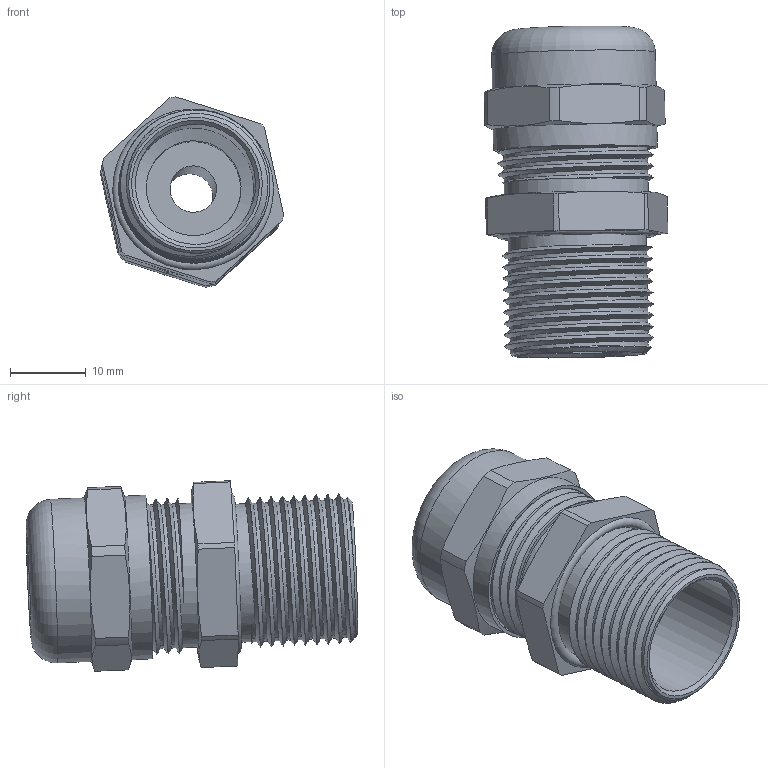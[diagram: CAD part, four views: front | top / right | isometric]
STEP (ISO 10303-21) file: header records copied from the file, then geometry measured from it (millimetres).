
FILE_DESCRIPTION(/* description */ ('E ALPHA X M 20x1,5, KB: 4-12 mm'),/* implementation_level */ '2;1');
FILE_NAME(/* name */ 'EBU1MBNC-RST.stp',/* time_stamp */ '2020-03-05T14:15:50+01:00',/* author */ ('sl'),/* organization */ (''),/* preprocessor_version */ 'ST-DEVELOPER v16.5',/* originating_system */ 'Autodesk Inventor 2017',/* authorisation */ '');
FILE_SCHEMA (('AUTOMOTIVE_DESIGN { 1 0 10303 214 3 1 1 }'));
Length unit declared in the file: millimetre
Products named in the file (7): EBU1MBNC; EBU1MBNC_1; EBU1MBNC_2; EBU1MBNC_3; EBU1MBNC_4; RST-EAlphaX-01-BT-0005-EBU1MBNC; EBU1MBNC_5
Assembly tree (6 placements, depth 2):
  EBU1MBNC
    EBU1MBNC_1
    EBU1MBNC_2
    EBU1MBNC_3
    EBU1MBNC_4
    RST-EAlphaX-01-BT-0005-EBU1MBNC
    EBU1MBNC_5
Bounding box: 24.34 x 43.95 x 25.23 mm (x, y, z)
Volume: 9468.7 mm3; surface area: 13381.9 mm2
Topology: 6 solids, 6 shells, 415 faces, 1169 edges, 772 vertices
Faces by surface type: plane 235, cone 113, cylinder 57, bspline 6, torus 4
Full cylindrical faces by diameter (mm): 6.15 x1, 9.12 x1, 9.46 x1, 12.06 x1, 12.39 x1, 12.45 x1, 12.57 x1, 14.85 x2, 14.95 x1, 15.24 x1, 15.93 x1, 16.9 x1, 16.93 x1, 18.308 x10, 18.98 x1, 19.078 x5, 19.3 x6, 21.308 x1, 21.7 x2
Entity records: 16474 total; most frequent: CARTESIAN_POINT 6425, DIRECTION 2205, ORIENTED_EDGE 2138, EDGE_CURVE 1069, AXIS2_PLACEMENT_3D 985, VERTEX_POINT 724, EDGE_LOOP 443, FACE_OUTER_BOUND 394
